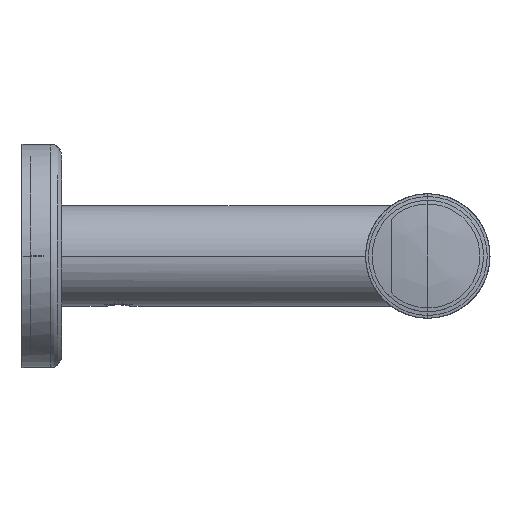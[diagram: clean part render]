
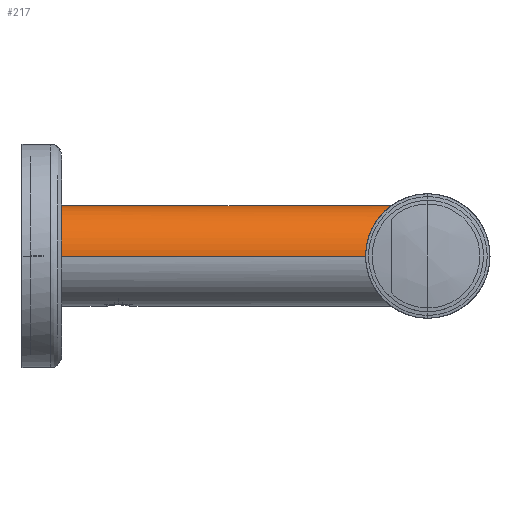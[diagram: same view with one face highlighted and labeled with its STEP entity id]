
A CAD part, left-side view. The second image highlights one B-rep face of the part: STEP entity #217.
In plain terms, the highlighted cylindrical face has radius 8.9 mm (diameter 17.8 mm), a partial arc.
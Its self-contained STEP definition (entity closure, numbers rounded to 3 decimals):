
#217=ADVANCED_FACE('',(#375),#2161,.T.);
#375=FACE_OUTER_BOUND('',#512,.T.);
#512=EDGE_LOOP('',(#799,#800,#801,#802));
#799=ORIENTED_EDGE('',*,*,#1358,.F.);
#800=ORIENTED_EDGE('',*,*,#1361,.T.);
#801=ORIENTED_EDGE('',*,*,#1356,.F.);
#802=ORIENTED_EDGE('',*,*,#1360,.T.);
#1356=EDGE_CURVE('',#1981,#1975,#1828,.T.);
#1358=EDGE_CURVE('',#1976,#1982,#1830,.T.);
#1360=EDGE_CURVE('',#1981,#1982,#1831,.T.);
#1361=EDGE_CURVE('',#1976,#1975,#1636,.T.);
#1636=(
BOUNDED_CURVE()
B_SPLINE_CURVE(2,(#3591,#3592,#3593,#3594,#3595),.UNSPECIFIED.,.F.,.F.)
B_SPLINE_CURVE_WITH_KNOTS((3,2,3),(-27.96,-13.98,
0.),.UNSPECIFIED.)
CURVE()
GEOMETRIC_REPRESENTATION_ITEM()
RATIONAL_B_SPLINE_CURVE((1.,0.707,1.,0.707,1.))
REPRESENTATION_ITEM('')
);
#1828=B_SPLINE_CURVE_WITH_KNOTS('',1,(#3494,#3495),.UNSPECIFIED.,.F.,.F.,
(2,2),(-54.,0.),.UNSPECIFIED.);
#1830=B_SPLINE_CURVE_WITH_KNOTS('',1,(#3540,#3541),.UNSPECIFIED.,.F.,.F.,
(2,2),(-54.,0.),.UNSPECIFIED.);
#1831=B_SPLINE_CURVE_WITH_KNOTS('',3,(#3547,#3548,#3549,#3550,#3551,#3552,
#3553,#3554,#3555,#3556,#3557,#3558,#3559,#3560,#3561,#3562,#3563,#3564,
#3565,#3566,#3567,#3568,#3569,#3570,#3571,#3572,#3573,#3574,#3575,#3576,
#3577,#3578,#3579,#3580,#3581,#3582,#3583,#3584,#3585,#3586,#3587,#3588,
#3589,#3590),.UNSPECIFIED.,.F.,.F.,(4,1,1,1,1,1,1,1,1,1,1,1,1,1,1,1,1,1,
1,1,1,1,1,1,1,1,1,1,1,1,1,1,1,1,1,1,1,1,1,1,1,4),(-29.847,-29.119,
-28.391,-27.663,-26.935,-26.207,
-25.479,-24.751,-24.023,-23.295,
-22.567,-21.839,-21.111,-20.383,
-19.655,-18.927,-18.199,-17.471,
-16.743,-16.015,-15.287,-14.559,
-13.831,-13.103,-12.375,-11.647,
-10.919,-10.191,-9.464,-8.736,
-8.008,-7.28,-6.552,-5.824,
-5.096,-4.368,-3.64,-2.912,
-2.184,-1.456,-0.728,0.),
 .UNSPECIFIED.);
#1975=VERTEX_POINT('',#3470);
#1976=VERTEX_POINT('',#3471);
#1981=VERTEX_POINT('',#3476);
#1982=VERTEX_POINT('',#3477);
#2161=CYLINDRICAL_SURFACE('',#2524,8.9);
#2524=AXIS2_PLACEMENT_3D('',#3390,#2670,$);
#2670=DIRECTION('',(1.,0.,0.));
#3390=CARTESIAN_POINT('',(0.001,0.,0.));
#3470=CARTESIAN_POINT('',(-29.35,0.,8.9));
#3471=CARTESIAN_POINT('',(-29.35,0.,-8.9));
#3476=CARTESIAN_POINT('',(24.65,0.,8.9));
#3477=CARTESIAN_POINT('',(24.65,0.,-8.9));
#3494=CARTESIAN_POINT('',(24.65,0.,8.9));
#3495=CARTESIAN_POINT('',(-29.35,0.,8.9));
#3540=CARTESIAN_POINT('',(-29.35,0.,-8.9));
#3541=CARTESIAN_POINT('',(24.65,0.,-8.9));
#3547=CARTESIAN_POINT('',(24.65,0.,8.9));
#3548=CARTESIAN_POINT('',(24.65,0.212,8.9));
#3549=CARTESIAN_POINT('',(24.663,0.637,8.885));
#3550=CARTESIAN_POINT('',(24.719,1.275,8.816));
#3551=CARTESIAN_POINT('',(24.815,1.914,8.7));
#3552=CARTESIAN_POINT('',(24.95,2.554,8.534));
#3553=CARTESIAN_POINT('',(25.126,3.192,8.317));
#3554=CARTESIAN_POINT('',(25.345,3.829,8.045));
#3555=CARTESIAN_POINT('',(25.608,4.459,7.714));
#3556=CARTESIAN_POINT('',(25.915,5.082,7.319));
#3557=CARTESIAN_POINT('',(26.265,5.689,6.859));
#3558=CARTESIAN_POINT('',(26.655,6.273,6.33));
#3559=CARTESIAN_POINT('',(27.074,6.821,5.736));
#3560=CARTESIAN_POINT('',(27.507,7.318,5.087));
#3561=CARTESIAN_POINT('',(27.929,7.748,4.403));
#3562=CARTESIAN_POINT('',(28.312,8.099,3.716));
#3563=CARTESIAN_POINT('',(28.636,8.37,3.05));
#3564=CARTESIAN_POINT('',(28.892,8.571,2.425));
#3565=CARTESIAN_POINT('',(29.085,8.714,1.841));
#3566=CARTESIAN_POINT('',(29.222,8.812,1.288));
#3567=CARTESIAN_POINT('',(29.31,8.872,0.763));
#3568=CARTESIAN_POINT('',(29.352,8.901,0.249));
#3569=CARTESIAN_POINT('',(29.352,8.901,-0.259));
#3570=CARTESIAN_POINT('',(29.308,8.871,-0.774));
#3571=CARTESIAN_POINT('',(29.219,8.809,-1.305));
#3572=CARTESIAN_POINT('',(29.081,8.711,-1.856));
#3573=CARTESIAN_POINT('',(28.886,8.566,-2.442));
#3574=CARTESIAN_POINT('',(28.629,8.365,-3.066));
#3575=CARTESIAN_POINT('',(28.305,8.093,-3.728));
#3576=CARTESIAN_POINT('',(27.926,7.745,-4.409));
#3577=CARTESIAN_POINT('',(27.505,7.315,-5.091));
#3578=CARTESIAN_POINT('',(27.073,6.82,-5.737));
#3579=CARTESIAN_POINT('',(26.654,6.272,-6.332));
#3580=CARTESIAN_POINT('',(26.264,5.688,-6.86));
#3581=CARTESIAN_POINT('',(25.914,5.08,-7.321));
#3582=CARTESIAN_POINT('',(25.607,4.458,-7.714));
#3583=CARTESIAN_POINT('',(25.345,3.826,-8.046));
#3584=CARTESIAN_POINT('',(25.126,3.191,-8.318));
#3585=CARTESIAN_POINT('',(24.95,2.552,-8.535));
#3586=CARTESIAN_POINT('',(24.815,1.914,-8.7));
#3587=CARTESIAN_POINT('',(24.719,1.276,-8.816));
#3588=CARTESIAN_POINT('',(24.663,0.638,-8.885));
#3589=CARTESIAN_POINT('',(24.65,0.212,-8.9));
#3590=CARTESIAN_POINT('',(24.65,0.,-8.9));
#3591=CARTESIAN_POINT('',(-29.35,0.,-8.9));
#3592=CARTESIAN_POINT('',(-29.35,8.9,-8.9));
#3593=CARTESIAN_POINT('',(-29.35,8.9,0.));
#3594=CARTESIAN_POINT('',(-29.35,8.9,8.9));
#3595=CARTESIAN_POINT('',(-29.35,0.,8.9));
